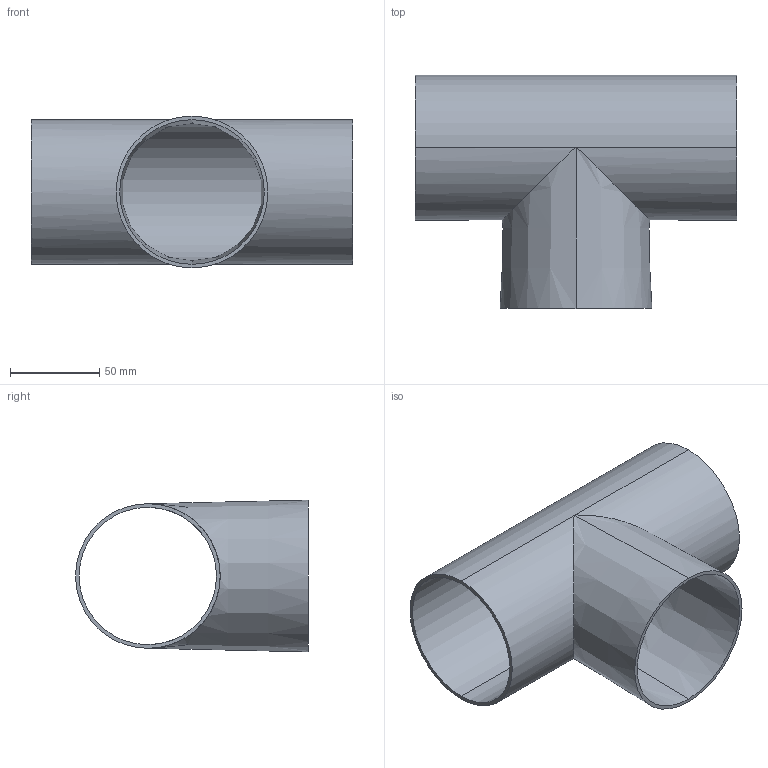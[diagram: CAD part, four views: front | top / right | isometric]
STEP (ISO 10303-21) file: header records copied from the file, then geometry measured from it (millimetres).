
FILE_DESCRIPTION (( 'STEP AP203' ), '1' );
FILE_NAME ('3D_M-3041_85x2_174793915_174794050.STEP', '2024-09-10T10:40:02', ( '' ), ( '' ), 'SwSTEP 2.0', 'SolidWorks 2024', '' );
FILE_SCHEMA (( 'CONFIG_CONTROL_DESIGN' ));
Length unit declared in the file: millimetre
Products named in the file (1): 3D_M-3041_85x2_174793915_174794050
Bounding box: 180 x 130.5 x 85 mm (x, y, z)
Volume: 109864.1 mm3; surface area: 111367.8 mm2
Topology: 1 solids, 1 shells, 12 faces, 27 edges, 17 vertices
Faces by surface type: cylinder 5, cone 4, plane 3
Entity records: 769 total; most frequent: CARTESIAN_POINT 409, DIRECTION 62, ORIENTED_EDGE 54, EDGE_CURVE 27, AXIS2_PLACEMENT_3D 26, VERTEX_POINT 17, EDGE_LOOP 16, CIRCLE 13
